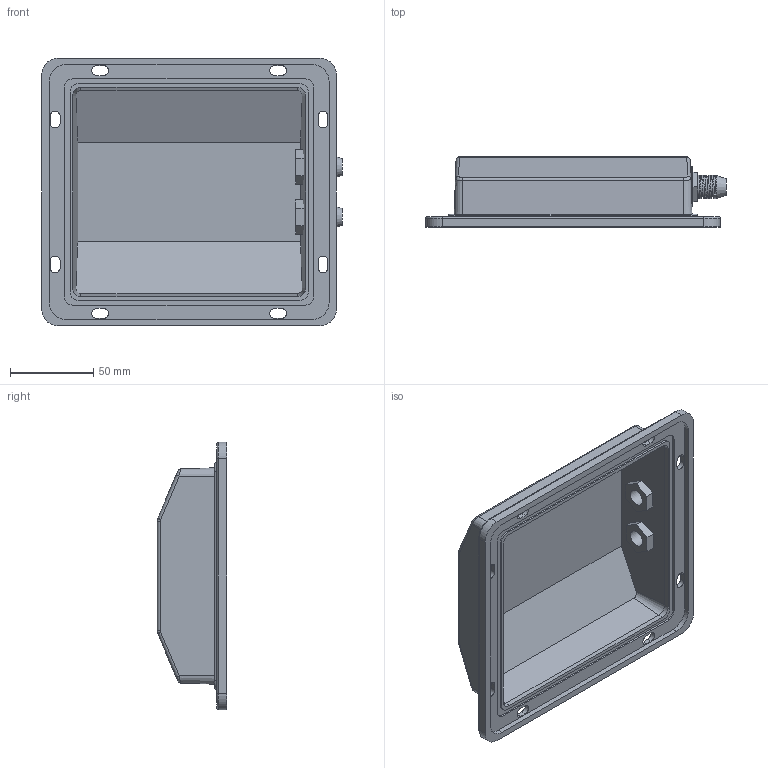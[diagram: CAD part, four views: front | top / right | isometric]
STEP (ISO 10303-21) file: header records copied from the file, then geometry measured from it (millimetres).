
FILE_DESCRIPTION(/* description */ (''),/* implementation_level */ '2;1');
FILE_NAME(/* name */ 'Case externa modelo 2.stp',/* time_stamp */ '2023-04-25T13:30:56-03:00',/* author */ ('Technolog35'),/* organization */ (''),/* preprocessor_version */ 'ST-DEVELOPER v18.1',/* originating_system */ 'Autodesk Inventor 2021',/* authorisation */ '');
FILE_SCHEMA (('AUTOMOTIVE_DESIGN { 1 0 10303 214 3 1 1 }'));
Length unit declared in the file: millimetre
Products named in the file (1): Case externa modelo 2
Bounding box: 180.5 x 42 x 161 mm (x, y, z)
Volume: 127204.6 mm3; surface area: 99176.8 mm2
Topology: 1 solids, 1 shells, 238 faces, 646 edges, 450 vertices
Faces by surface type: plane 120, cylinder 86, bspline 14, cone 10, torus 8
Full cylindrical faces by diameter (mm): 10 x2, 14 x12
Entity records: 9286 total; most frequent: CARTESIAN_POINT 3301, ORIENTED_EDGE 1228, DIRECTION 1224, EDGE_CURVE 614, AXIS2_PLACEMENT_3D 413, LINE 398, VECTOR 398, VERTEX_POINT 390
